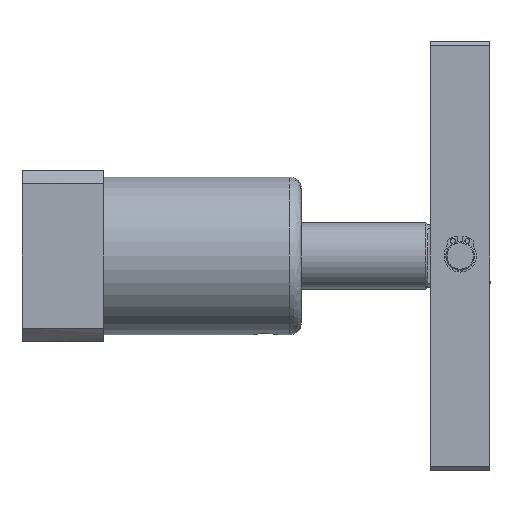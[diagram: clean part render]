
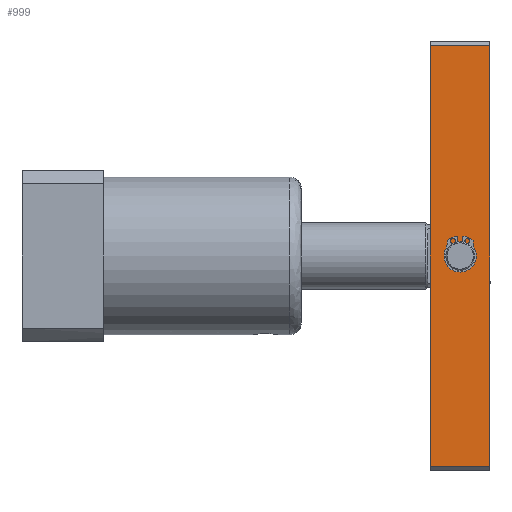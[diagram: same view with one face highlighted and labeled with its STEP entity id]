
A CAD part, front view. The second image highlights one B-rep face of the part: STEP entity #999.
In plain terms, the highlighted face is planar.
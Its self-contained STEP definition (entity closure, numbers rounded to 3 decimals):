
#321 = EDGE_CURVE ( 'NONE', #6682, #5496, #3772, .T. ) ;
#477 = ORIENTED_EDGE ( 'NONE', *, *, #12697, .T. ) ;
#754 = CARTESIAN_POINT ( 'NONE',  ( 25., -88., 12.5 ) ) ;
#999 = ADVANCED_FACE ( 'NONE', ( #5755, #9055 ), #8802, .T. ) ;
#1085 = EDGE_CURVE ( 'NONE', #4689, #10467, #12998, .T. ) ;
#1371 = AXIS2_PLACEMENT_3D ( 'NONE', #2091, #9544, #12560 ) ;
#1379 = CARTESIAN_POINT ( 'NONE',  ( 0., 88., 12.5 ) ) ;
#2091 = CARTESIAN_POINT ( 'NONE',  ( 12.5, 0., 12.5 ) ) ;
#2219 = LINE ( 'NONE', #7458, #12999 ) ;
#2436 = CARTESIAN_POINT ( 'NONE',  ( 0., -88., 12.5 ) ) ;
#2883 = ORIENTED_EDGE ( 'NONE', *, *, #1085, .T. ) ;
#3772 = CIRCLE ( 'NONE', #1371, 6. ) ;
#3878 = EDGE_CURVE ( 'NONE', #13458, #4689, #6065, .T. ) ;
#3952 = AXIS2_PLACEMENT_3D ( 'NONE', #2436, #4679, #4633 ) ;
#4266 = DIRECTION ( 'NONE',  ( 0., -1., 0. ) ) ;
#4375 = VECTOR ( 'NONE', #4266, 1000. ) ;
#4633 = DIRECTION ( 'NONE',  ( 1., 0., 0. ) ) ;
#4679 = DIRECTION ( 'NONE',  ( 0., 0., 1. ) ) ;
#4689 = VERTEX_POINT ( 'NONE', #8256 ) ;
#4732 = CIRCLE ( 'NONE', #9277, 6. ) ;
#4833 = CARTESIAN_POINT ( 'NONE',  ( 18.5, 0., 12.5 ) ) ;
#5220 = EDGE_LOOP ( 'NONE', ( #9186, #2883, #477, #9412 ) ) ;
#5283 = CARTESIAN_POINT ( 'NONE',  ( 12.5, 0., 12.5 ) ) ;
#5496 = VERTEX_POINT ( 'NONE', #4833 ) ;
#5755 = FACE_BOUND ( 'NONE', #12770, .T. ) ;
#6065 = LINE ( 'NONE', #13734, #4375 ) ;
#6098 = EDGE_CURVE ( 'NONE', #12757, #13458, #7687, .T. ) ;
#6289 = CARTESIAN_POINT ( 'NONE',  ( 12.5, 88., 12.5 ) ) ;
#6325 = DIRECTION ( 'NONE',  ( -1., 0., 0. ) ) ;
#6669 = ORIENTED_EDGE ( 'NONE', *, *, #321, .F. ) ;
#6682 = VERTEX_POINT ( 'NONE', #12938 ) ;
#6690 = VECTOR ( 'NONE', #6325, 1000. ) ;
#7458 = CARTESIAN_POINT ( 'NONE',  ( 25., 0., 12.5 ) ) ;
#7687 = LINE ( 'NONE', #6289, #6690 ) ;
#8256 = CARTESIAN_POINT ( 'NONE',  ( 0., -88., 12.5 ) ) ;
#8559 = CARTESIAN_POINT ( 'NONE',  ( 25., 88., 12.5 ) ) ;
#8802 = PLANE ( 'NONE',  #3952 ) ;
#8912 = ORIENTED_EDGE ( 'NONE', *, *, #12632, .F. ) ;
#9055 = FACE_OUTER_BOUND ( 'NONE', #5220, .T. ) ;
#9186 = ORIENTED_EDGE ( 'NONE', *, *, #3878, .T. ) ;
#9277 = AXIS2_PLACEMENT_3D ( 'NONE', #5283, #10521, #10482 ) ;
#9412 = ORIENTED_EDGE ( 'NONE', *, *, #6098, .T. ) ;
#9544 = DIRECTION ( 'NONE',  ( 0., 0., 1. ) ) ;
#10467 = VERTEX_POINT ( 'NONE', #754 ) ;
#10482 = DIRECTION ( 'NONE',  ( 1., 0., 0. ) ) ;
#10521 = DIRECTION ( 'NONE',  ( 0., 0., 1. ) ) ;
#10997 = DIRECTION ( 'NONE',  ( 1., 0., 0. ) ) ;
#11654 = VECTOR ( 'NONE', #10997, 1000. ) ;
#12019 = CARTESIAN_POINT ( 'NONE',  ( 12.5, -88., 12.5 ) ) ;
#12560 = DIRECTION ( 'NONE',  ( 1., 0., 0. ) ) ;
#12632 = EDGE_CURVE ( 'NONE', #5496, #6682, #4732, .T. ) ;
#12697 = EDGE_CURVE ( 'NONE', #10467, #12757, #2219, .T. ) ;
#12757 = VERTEX_POINT ( 'NONE', #8559 ) ;
#12770 = EDGE_LOOP ( 'NONE', ( #8912, #6669 ) ) ;
#12938 = CARTESIAN_POINT ( 'NONE',  ( 6.5, 0., 12.5 ) ) ;
#12998 = LINE ( 'NONE', #12019, #11654 ) ;
#12999 = VECTOR ( 'NONE', #13716, 1000. ) ;
#13458 = VERTEX_POINT ( 'NONE', #1379 ) ;
#13716 = DIRECTION ( 'NONE',  ( 0., 1., 0. ) ) ;
#13734 = CARTESIAN_POINT ( 'NONE',  ( 0., 0., 12.5 ) ) ;
